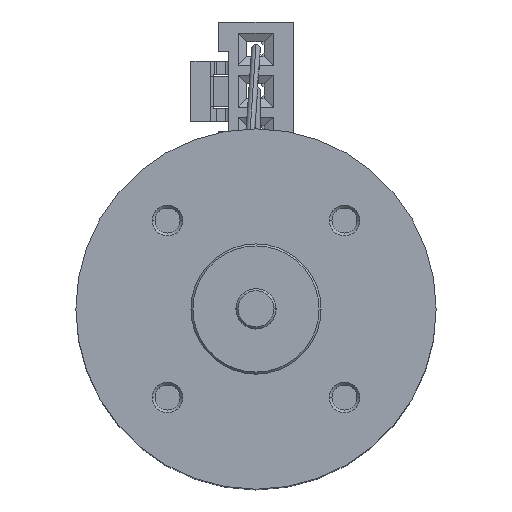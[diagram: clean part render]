
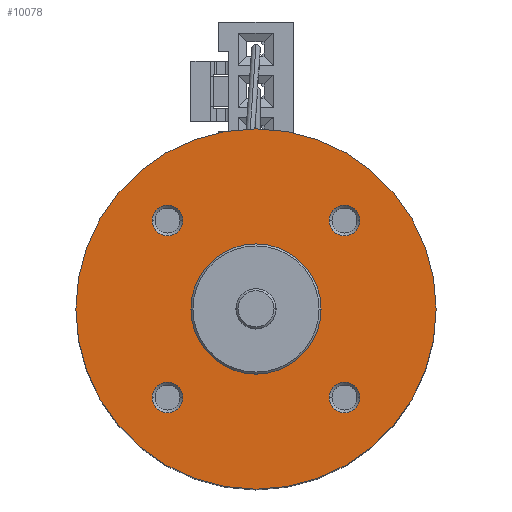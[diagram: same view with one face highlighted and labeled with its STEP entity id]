
A CAD part, top view. The second image highlights one B-rep face of the part: STEP entity #10078.
In plain terms, the highlighted planar face has unit normal (0, 0, 1).
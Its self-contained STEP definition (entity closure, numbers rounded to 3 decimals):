
#408 = ORIENTED_EDGE ( 'NONE', *, *, #7332, .F. ) ;
#409 = ORIENTED_EDGE ( 'NONE', *, *, #7262, .F. ) ;
#410 = ORIENTED_EDGE ( 'NONE', *, *, #7242, .T. ) ;
#411 = ORIENTED_EDGE ( 'NONE', *, *, #7181, .T. ) ;
#412 = ORIENTED_EDGE ( 'NONE', *, *, #7347, .F. ) ;
#413 = ORIENTED_EDGE ( 'NONE', *, *, #7244, .F. ) ;
#414 = ORIENTED_EDGE ( 'NONE', *, *, #7310, .F. ) ;
#415 = ORIENTED_EDGE ( 'NONE', *, *, #7188, .F. ) ;
#416 = ORIENTED_EDGE ( 'NONE', *, *, #7324, .F. ) ;
#417 = ORIENTED_EDGE ( 'NONE', *, *, #7254, .F. ) ;
#418 = ORIENTED_EDGE ( 'NONE', *, *, #7333, .F. ) ;
#419 = ORIENTED_EDGE ( 'NONE', *, *, #7260, .F. ) ;
#1115 = EDGE_LOOP ( 'NONE', ( #419, #418 ) ) ;
#1121 = EDGE_LOOP ( 'NONE', ( #409, #408 ) ) ;
#1126 = EDGE_LOOP ( 'NONE', ( #413, #412 ) ) ;
#1131 = EDGE_LOOP ( 'NONE', ( #411, #410 ) ) ;
#1149 = EDGE_LOOP ( 'NONE', ( #415, #414 ) ) ;
#1152 = EDGE_LOOP ( 'NONE', ( #417, #416 ) ) ;
#1219 = CARTESIAN_POINT ( 'NONE',  ( 0., 0., 45.2 ) ) ;
#1220 = DIRECTION ( 'NONE',  ( 0., 0., 1. ) ) ;
#1221 = DIRECTION ( 'NONE',  ( 1., 0., 0. ) ) ;
#1234 = CARTESIAN_POINT ( 'NONE',  ( -8.839, 8.839, 45.2 ) ) ;
#1235 = DIRECTION ( 'NONE',  ( 0., 0., 1. ) ) ;
#1236 = DIRECTION ( 'NONE',  ( 1., 0., 0. ) ) ;
#1348 = CARTESIAN_POINT ( 'NONE',  ( 0., 0., 45.2 ) ) ;
#1349 = DIRECTION ( 'NONE',  ( 0., 0., 1. ) ) ;
#1350 = DIRECTION ( 'NONE',  ( 1., 0., 0. ) ) ;
#1356 = CARTESIAN_POINT ( 'NONE',  ( 8.839, 8.839, 45.2 ) ) ;
#1357 = DIRECTION ( 'NONE',  ( 0., 0., 1. ) ) ;
#1358 = DIRECTION ( 'NONE',  ( 1., 0., 0. ) ) ;
#1382 = CARTESIAN_POINT ( 'NONE',  ( -8.839, -8.839, 45.2 ) ) ;
#1383 = DIRECTION ( 'NONE',  ( 0., 0., 1. ) ) ;
#1458 = AXIS2_PLACEMENT_3D ( 'NONE', #8996, #8997, #8998 ) ;
#1461 = AXIS2_PLACEMENT_3D ( 'NONE', #9012, #9013, #9014 ) ;
#1462 = AXIS2_PLACEMENT_3D ( 'NONE', #9016, #9017, #9018 ) ;
#1468 = AXIS2_PLACEMENT_3D ( 'NONE', #9051, #9052, #9053 ) ;
#1482 = AXIS2_PLACEMENT_3D ( 'NONE', #10309, #10311, #10312 ) ;
#4322 = VERTEX_POINT ( 'NONE', #6460 ) ;
#4323 = VERTEX_POINT ( 'NONE', #6457 ) ;
#4328 = VERTEX_POINT ( 'NONE', #6466 ) ;
#4329 = VERTEX_POINT ( 'NONE', #6468 ) ;
#4332 = VERTEX_POINT ( 'NONE', #6473 ) ;
#4334 = VERTEX_POINT ( 'NONE', #6477 ) ;
#5134 = CIRCLE ( 'NONE', #7400, 18. ) ;
#5137 = CIRCLE ( 'NONE', #7402, 1.525 ) ;
#5151 = CIRCLE ( 'NONE', #7408, 1.525 ) ;
#5154 = CIRCLE ( 'NONE', #7412, 1.525 ) ;
#5160 = CIRCLE ( 'NONE', #7413, 6.5 ) ;
#5234 = CIRCLE ( 'NONE', #7434, 1.525 ) ;
#5261 = CIRCLE ( 'NONE', #1458, 1.525 ) ;
#5263 = CIRCLE ( 'NONE', #1462, 1.525 ) ;
#5274 = CIRCLE ( 'NONE', #1461, 6.5 ) ;
#5298 = CIRCLE ( 'NONE', #1468, 1.525 ) ;
#5390 = FACE_BOUND ( 'NONE', #1115, .T. ) ;
#5395 = FACE_OUTER_BOUND ( 'NONE', #1131, .T. ) ;
#5396 = FACE_BOUND ( 'NONE', #1126, .T. ) ;
#5397 = FACE_BOUND ( 'NONE', #1149, .T. ) ;
#5399 = FACE_BOUND ( 'NONE', #1152, .T. ) ;
#5400 = FACE_BOUND ( 'NONE', #1121, .T. ) ;
#6457 = CARTESIAN_POINT ( 'NONE',  ( -10.364, -8.839, 45.2 ) ) ;
#6460 = CARTESIAN_POINT ( 'NONE',  ( -7.314, -8.839, 45.2 ) ) ;
#6466 = CARTESIAN_POINT ( 'NONE',  ( 10.364, -8.839, 45.2 ) ) ;
#6468 = CARTESIAN_POINT ( 'NONE',  ( 7.314, -8.839, 45.2 ) ) ;
#6473 = CARTESIAN_POINT ( 'NONE',  ( -6.5, 0., 45.2 ) ) ;
#6477 = CARTESIAN_POINT ( 'NONE',  ( 6.5, 0., 45.2 ) ) ;
#6783 = CIRCLE ( 'NONE', #7389, 18. ) ;
#6795 = CIRCLE ( 'NONE', #7391, 1.525 ) ;
#7181 = EDGE_CURVE ( 'NONE', #8681, #8673, #6783, .T. ) ;
#7188 = EDGE_CURVE ( 'NONE', #8682, #8683, #6795, .T. ) ;
#7242 = EDGE_CURVE ( 'NONE', #8673, #8681, #5134, .T. ) ;
#7244 = EDGE_CURVE ( 'NONE', #8678, #8679, #5137, .T. ) ;
#7254 = EDGE_CURVE ( 'NONE', #4322, #4323, #5151, .T. ) ;
#7260 = EDGE_CURVE ( 'NONE', #4328, #4329, #5154, .T. ) ;
#7262 = EDGE_CURVE ( 'NONE', #4332, #4334, #5160, .T. ) ;
#7310 = EDGE_CURVE ( 'NONE', #8683, #8682, #5234, .T. ) ;
#7324 = EDGE_CURVE ( 'NONE', #4323, #4322, #5261, .T. ) ;
#7332 = EDGE_CURVE ( 'NONE', #4334, #4332, #5274, .T. ) ;
#7333 = EDGE_CURVE ( 'NONE', #4329, #4328, #5263, .T. ) ;
#7347 = EDGE_CURVE ( 'NONE', #8679, #8678, #5298, .T. ) ;
#7389 = AXIS2_PLACEMENT_3D ( 'NONE', #1219, #1220, #1221 ) ;
#7391 = AXIS2_PLACEMENT_3D ( 'NONE', #1234, #1235, #1236 ) ;
#7400 = AXIS2_PLACEMENT_3D ( 'NONE', #1348, #1349, #1350 ) ;
#7402 = AXIS2_PLACEMENT_3D ( 'NONE', #1356, #1357, #1358 ) ;
#7408 = AXIS2_PLACEMENT_3D ( 'NONE', #1382, #1383, #8826 ) ;
#7412 = AXIS2_PLACEMENT_3D ( 'NONE', #8841, #8842, #8843 ) ;
#7413 = AXIS2_PLACEMENT_3D ( 'NONE', #8844, #8845, #8846 ) ;
#7434 = AXIS2_PLACEMENT_3D ( 'NONE', #8965, #8966, #8967 ) ;
#8673 = VERTEX_POINT ( 'NONE', #9269 ) ;
#8678 = VERTEX_POINT ( 'NONE', #9274 ) ;
#8679 = VERTEX_POINT ( 'NONE', #9275 ) ;
#8681 = VERTEX_POINT ( 'NONE', #9277 ) ;
#8682 = VERTEX_POINT ( 'NONE', #9278 ) ;
#8683 = VERTEX_POINT ( 'NONE', #9279 ) ;
#8826 = DIRECTION ( 'NONE',  ( 1., 0., 0. ) ) ;
#8841 = CARTESIAN_POINT ( 'NONE',  ( 8.839, -8.839, 45.2 ) ) ;
#8842 = DIRECTION ( 'NONE',  ( 0., 0., 1. ) ) ;
#8843 = DIRECTION ( 'NONE',  ( 1., 0., 0. ) ) ;
#8844 = CARTESIAN_POINT ( 'NONE',  ( 0., 0., 45.2 ) ) ;
#8845 = DIRECTION ( 'NONE',  ( 0., 0., 1. ) ) ;
#8846 = DIRECTION ( 'NONE',  ( 1., 0., 0. ) ) ;
#8965 = CARTESIAN_POINT ( 'NONE',  ( -8.839, 8.839, 45.2 ) ) ;
#8966 = DIRECTION ( 'NONE',  ( 0., 0., 1. ) ) ;
#8967 = DIRECTION ( 'NONE',  ( 1., 0., 0. ) ) ;
#8996 = CARTESIAN_POINT ( 'NONE',  ( -8.839, -8.839, 45.2 ) ) ;
#8997 = DIRECTION ( 'NONE',  ( 0., 0., 1. ) ) ;
#8998 = DIRECTION ( 'NONE',  ( 1., 0., 0. ) ) ;
#9012 = CARTESIAN_POINT ( 'NONE',  ( 0., 0., 45.2 ) ) ;
#9013 = DIRECTION ( 'NONE',  ( 0., 0., 1. ) ) ;
#9014 = DIRECTION ( 'NONE',  ( 1., 0., 0. ) ) ;
#9016 = CARTESIAN_POINT ( 'NONE',  ( 8.839, -8.839, 45.2 ) ) ;
#9017 = DIRECTION ( 'NONE',  ( 0., 0., 1. ) ) ;
#9018 = DIRECTION ( 'NONE',  ( 1., 0., 0. ) ) ;
#9051 = CARTESIAN_POINT ( 'NONE',  ( 8.839, 8.839, 45.2 ) ) ;
#9052 = DIRECTION ( 'NONE',  ( 0., 0., 1. ) ) ;
#9053 = DIRECTION ( 'NONE',  ( 1., 0., 0. ) ) ;
#9269 = CARTESIAN_POINT ( 'NONE',  ( 18., 0., 45.2 ) ) ;
#9274 = CARTESIAN_POINT ( 'NONE',  ( 10.364, 8.839, 45.2 ) ) ;
#9275 = CARTESIAN_POINT ( 'NONE',  ( 7.314, 8.839, 45.2 ) ) ;
#9277 = CARTESIAN_POINT ( 'NONE',  ( -18., 0., 45.2 ) ) ;
#9278 = CARTESIAN_POINT ( 'NONE',  ( -7.314, 8.839, 45.2 ) ) ;
#9279 = CARTESIAN_POINT ( 'NONE',  ( -10.364, 8.839, 45.2 ) ) ;
#10078 = ADVANCED_FACE ( 'NONE', ( #5390, #5399, #5397, #5396, #5395, #5400 ), #10307, .T. ) ;
#10307 = PLANE ( 'NONE',  #1482 ) ;
#10309 = CARTESIAN_POINT ( 'NONE',  ( 0., 0., 45.2 ) ) ;
#10311 = DIRECTION ( 'NONE',  ( 0., 0., 1. ) ) ;
#10312 = DIRECTION ( 'NONE',  ( 1., 0., 0. ) ) ;
